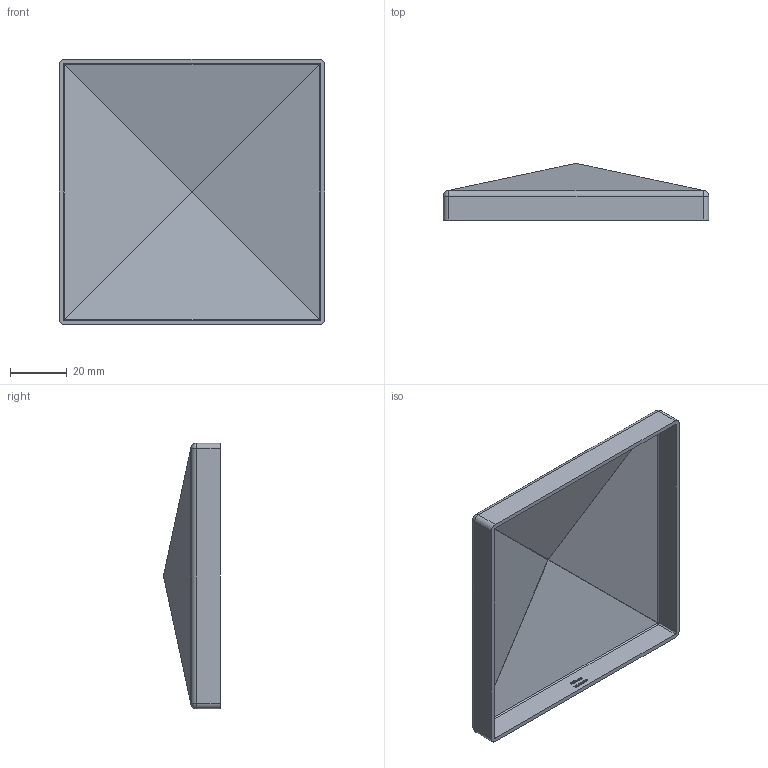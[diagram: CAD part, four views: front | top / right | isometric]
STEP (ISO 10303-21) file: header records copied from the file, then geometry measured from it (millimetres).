
FILE_DESCRIPTION (( 'STEP AP203' ), '1' );
FILE_NAME ('165-90V2AG.STEP', '2021-10-21T12:04:31', ( '' ), ( '' ), 'SwSTEP 2.0', 'SolidWorks 2018', '' );
FILE_SCHEMA (( 'CONFIG_CONTROL_DESIGN' ));
Length unit declared in the file: millimetre
Products named in the file (2): 165-90V2AG
Bounding box: 93.5 x 19.96 x 93.5 mm (x, y, z)
Volume: 17959.3 mm3; surface area: 24505.6 mm2
Topology: 1 solids, 1 shells, 278 faces, 712 edges, 461 vertices
Faces by surface type: plane 146, bspline 99, cylinder 24, sphere 9
Entity records: 13891 total; most frequent: CARTESIAN_POINT 7665, ORIENTED_EDGE 1420, DIRECTION 916, EDGE_CURVE 710, LINE 466, VECTOR 466, VERTEX_POINT 460, EDGE_LOOP 304
